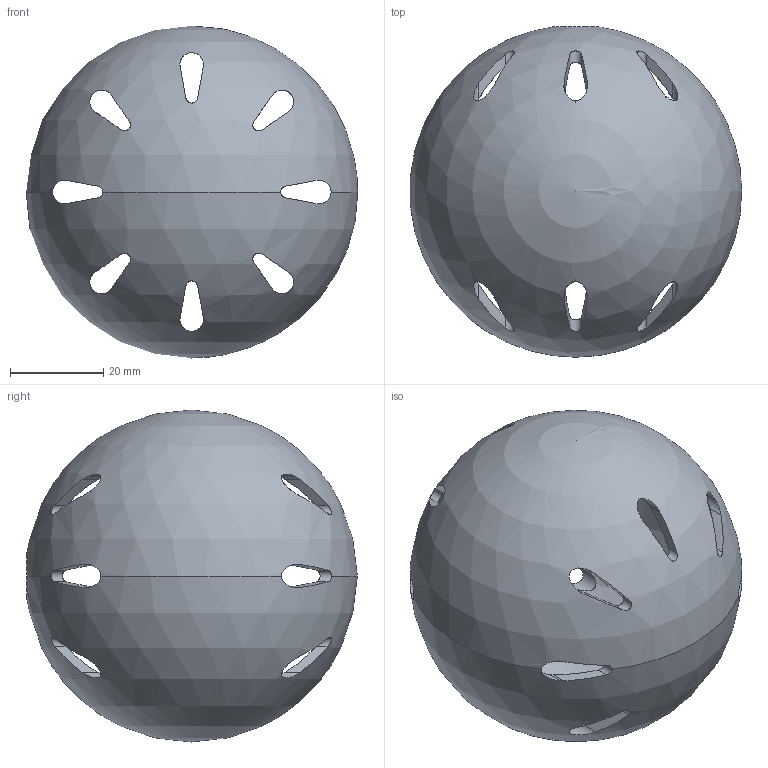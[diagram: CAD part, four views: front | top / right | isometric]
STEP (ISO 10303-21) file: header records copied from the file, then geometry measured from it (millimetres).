
FILE_DESCRIPTION (( 'STEP AP214' ), '1' );
FILE_NAME ('am-2850 wiffle base Ball.STEP', '2018-10-01T14:15:30', ( '' ), ( '' ), 'SwSTEP 2.0', 'SolidWorks 2018', '' );
FILE_SCHEMA (( 'AUTOMOTIVE_DESIGN' ));
Length unit declared in the file: inch
Products named in the file (1): am-2850 wiffle base Ball
Bounding box: 71 x 70.8 x 71.12 mm (x, y, z)
Volume: 28402.7 mm3; surface area: 29311.1 mm2
Topology: 1 solids, 1 shells, 90 faces, 300 edges, 200 vertices
Faces by surface type: cylinder 54, plane 32, sphere 4
Entity records: 4830 total; most frequent: CARTESIAN_POINT 2327, ORIENTED_EDGE 580, DIRECTION 436, EDGE_CURVE 290, VERTEX_POINT 194, AXIS2_PLACEMENT_3D 175, B_SPLINE_CURVE_WITH_KNOTS 120, EDGE_LOOP 114
